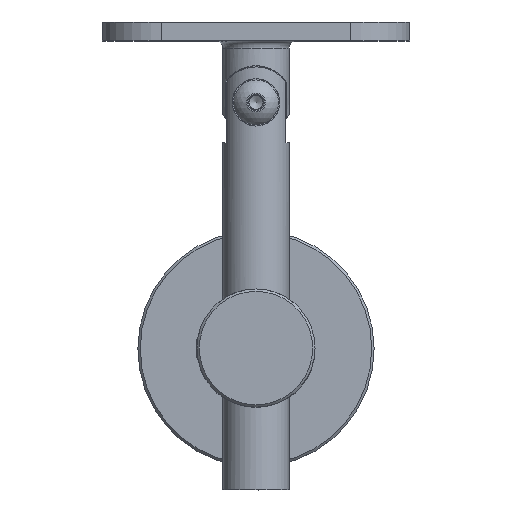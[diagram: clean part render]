
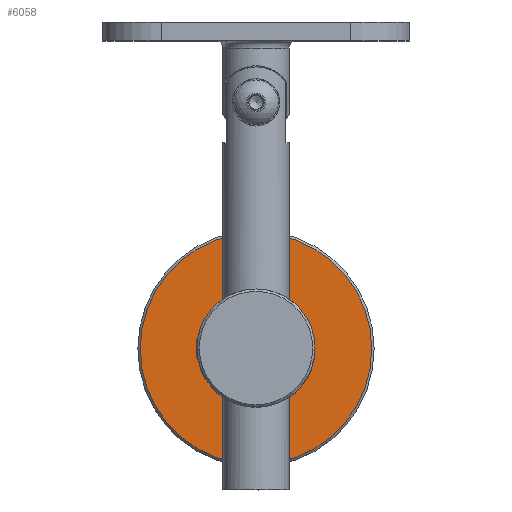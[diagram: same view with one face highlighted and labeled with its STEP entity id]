
A CAD part, top view. The second image highlights one B-rep face of the part: STEP entity #6058.
In plain terms, the highlighted planar face has unit normal (0, 0, 1).
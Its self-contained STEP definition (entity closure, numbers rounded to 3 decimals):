
#1257 = FACE_BOUND ( 'NONE', #5096, .T. ) ;
#1678 = CARTESIAN_POINT ( 'NONE',  ( 0., 0., 5. ) ) ;
#1976 = ORIENTED_EDGE ( 'NONE', *, *, #12818, .F. ) ;
#3321 = AXIS2_PLACEMENT_3D ( 'NONE', #1678, #13471, #8925 ) ;
#5077 = EDGE_CURVE ( 'NONE', #10716, #10716, #17661, .T. ) ;
#5086 = VERTEX_POINT ( 'NONE', #6688 ) ;
#5096 = EDGE_LOOP ( 'NONE', ( #1976 ) ) ;
#6058 = ADVANCED_FACE ( 'NONE', ( #13690, #1257 ), #10800, .T. ) ;
#6688 = CARTESIAN_POINT ( 'NONE',  ( 12.5, 0., 5. ) ) ;
#8709 = CIRCLE ( 'NONE', #3321, 12.5 ) ;
#8925 = DIRECTION ( 'NONE',  ( 1., 0., 0. ) ) ;
#9427 = DIRECTION ( 'NONE',  ( 1., 0., 0. ) ) ;
#9556 = CARTESIAN_POINT ( 'NONE',  ( 0., 0., 5. ) ) ;
#9725 = DIRECTION ( 'NONE',  ( 1., 0., 0. ) ) ;
#9981 = CARTESIAN_POINT ( 'NONE',  ( 0., 0., 5. ) ) ;
#10235 = EDGE_LOOP ( 'NONE', ( #12556 ) ) ;
#10716 = VERTEX_POINT ( 'NONE', #14295 ) ;
#10800 = PLANE ( 'NONE',  #15425 ) ;
#11424 = DIRECTION ( 'NONE',  ( 0., 0., 1. ) ) ;
#12556 = ORIENTED_EDGE ( 'NONE', *, *, #5077, .T. ) ;
#12818 = EDGE_CURVE ( 'NONE', #5086, #5086, #8709, .T. ) ;
#13471 = DIRECTION ( 'NONE',  ( 0., 0., 1. ) ) ;
#13690 = FACE_OUTER_BOUND ( 'NONE', #10235, .T. ) ;
#14295 = CARTESIAN_POINT ( 'NONE',  ( 24.5, 0., 5. ) ) ;
#14680 = AXIS2_PLACEMENT_3D ( 'NONE', #9981, #11424, #9725 ) ;
#15425 = AXIS2_PLACEMENT_3D ( 'NONE', #9556, #16912, #9427 ) ;
#16912 = DIRECTION ( 'NONE',  ( 0., 0., 1. ) ) ;
#17661 = CIRCLE ( 'NONE', #14680, 24.5 ) ;
